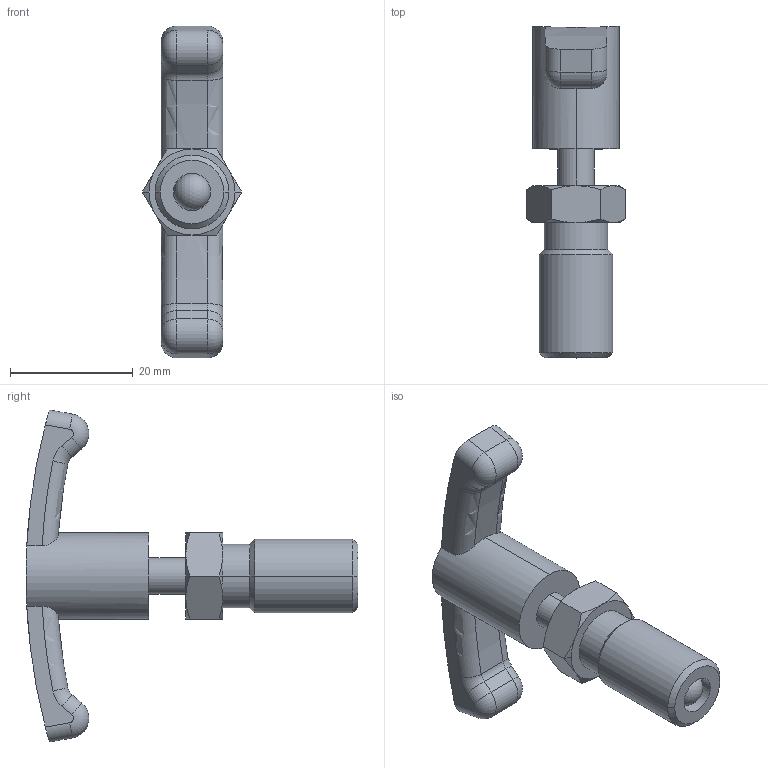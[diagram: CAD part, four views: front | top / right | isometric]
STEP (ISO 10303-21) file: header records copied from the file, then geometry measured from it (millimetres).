
FILE_DESCRIPTION(('STEP AP214'),'1');
FILE_NAME('haldern_eh_22110_0820.stp','2014-09-15T07:18:39',('TraceParts'),('TraceParts S.A.'),'XStep 1.0',' ',' ');
FILE_SCHEMA(('automotive_design'));
Length unit declared in the file: millimetre
Products named in the file (2): 1; 2
Bounding box: 16.17 x 54 x 54 mm (x, y, z)
Volume: 8686.8 mm3; surface area: 4911.3 mm2
Topology: 2 solids, 2 shells, 78 faces, 180 edges, 106 vertices
Faces by surface type: cylinder 27, cone 20, plane 18, torus 12, sphere 1
Entity records: 4468 total; most frequent: CARTESIAN_POINT 681, DIRECTION 378, STYLED_ITEM 362, PRESENTATION_STYLE_ASSIGNMENT 362, COLOUR_RGB 362, ORIENTED_EDGE 356, EDGE_CURVE 178, CURVE_STYLE 178
